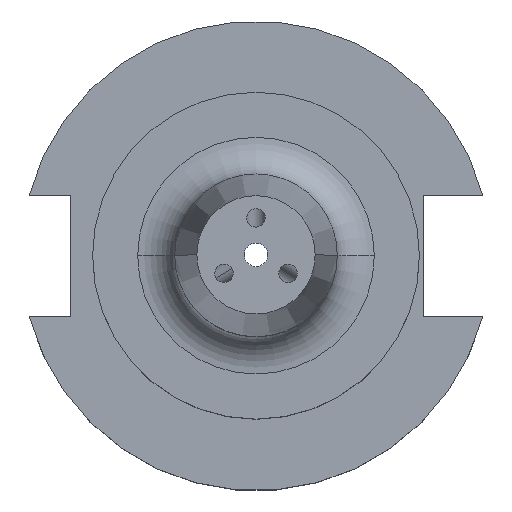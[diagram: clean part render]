
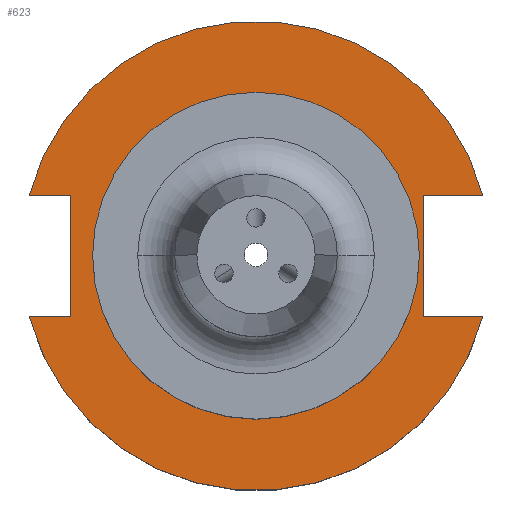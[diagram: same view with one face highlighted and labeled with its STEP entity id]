
A CAD part, top view. The second image highlights one B-rep face of the part: STEP entity #623.
In plain terms, the highlighted planar face has unit normal (0, 0, 1).
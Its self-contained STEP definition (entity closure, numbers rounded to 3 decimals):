
#10 = AXIS2_PLACEMENT_3D ( 'NONE', #1467, #1248, #2071 ) ;
#26 = CARTESIAN_POINT ( 'NONE',  ( 22.606, 8.191, 19.05 ) ) ;
#45 = EDGE_LOOP ( 'NONE', ( #2388, #538, #1084, #2271, #1046, #1939, #115, #1009 ) ) ;
#96 = DIRECTION ( 'NONE',  ( 0., 0., 1. ) ) ;
#98 = EDGE_CURVE ( 'NONE', #112, #2147, #342, .T. ) ;
#112 = VERTEX_POINT ( 'NONE', #1294 ) ;
#113 = LINE ( 'NONE', #1444, #1550 ) ;
#115 = ORIENTED_EDGE ( 'NONE', *, *, #1743, .T. ) ;
#233 = VERTEX_POINT ( 'NONE', #1114 ) ;
#264 = EDGE_CURVE ( 'NONE', #1941, #2400, #1091, .T. ) ;
#330 = CARTESIAN_POINT ( 'NONE',  ( 22.606, -8.191, 19.05 ) ) ;
#342 = CIRCLE ( 'NONE', #569, 22.1 ) ;
#364 = DIRECTION ( 'NONE',  ( 0., 1., 0. ) ) ;
#411 = FACE_BOUND ( 'NONE', #855, .T. ) ;
#419 = AXIS2_PLACEMENT_3D ( 'NONE', #1260, #96, #1942 ) ;
#486 = EDGE_CURVE ( 'NONE', #2147, #112, #1184, .T. ) ;
#538 = ORIENTED_EDGE ( 'NONE', *, *, #1758, .F. ) ;
#540 = VERTEX_POINT ( 'NONE', #1754 ) ;
#554 = VECTOR ( 'NONE', #1486, 1000. ) ;
#569 = AXIS2_PLACEMENT_3D ( 'NONE', #852, #714, #1204 ) ;
#575 = CARTESIAN_POINT ( 'NONE',  ( -25.091, -8.191, 19.05 ) ) ;
#611 = PLANE ( 'NONE',  #10 ) ;
#622 = VERTEX_POINT ( 'NONE', #330 ) ;
#623 = ADVANCED_FACE ( 'NONE', ( #411, #892 ), #611, .F. ) ;
#628 = VECTOR ( 'NONE', #2301, 1000. ) ;
#712 = CARTESIAN_POINT ( 'NONE',  ( 30.675, 8.191, 19.05 ) ) ;
#714 = DIRECTION ( 'NONE',  ( 0., 0., 1. ) ) ;
#729 = CARTESIAN_POINT ( 'NONE',  ( -22.1, 0., 19.05 ) ) ;
#772 = DIRECTION ( 'NONE',  ( 1., 0., 0. ) ) ;
#827 = DIRECTION ( 'NONE',  ( 1., 0., 0. ) ) ;
#850 = LINE ( 'NONE', #1608, #2287 ) ;
#851 = EDGE_CURVE ( 'NONE', #2143, #1120, #850, .T. ) ;
#852 = CARTESIAN_POINT ( 'NONE',  ( 0., 0., 19.05 ) ) ;
#855 = EDGE_LOOP ( 'NONE', ( #1981, #1986 ) ) ;
#889 = DIRECTION ( 'NONE',  ( -1., 0., 0. ) ) ;
#892 = FACE_OUTER_BOUND ( 'NONE', #45, .T. ) ;
#1009 = ORIENTED_EDGE ( 'NONE', *, *, #264, .T. ) ;
#1013 = VECTOR ( 'NONE', #1540, 1000. ) ;
#1046 = ORIENTED_EDGE ( 'NONE', *, *, #1601, .T. ) ;
#1061 = AXIS2_PLACEMENT_3D ( 'NONE', #1760, #1740, #1922 ) ;
#1084 = ORIENTED_EDGE ( 'NONE', *, *, #1598, .T. ) ;
#1091 = LINE ( 'NONE', #1536, #554 ) ;
#1104 = CIRCLE ( 'NONE', #1061, 31.75 ) ;
#1114 = CARTESIAN_POINT ( 'NONE',  ( 30.675, -8.191, 19.05 ) ) ;
#1120 = VERTEX_POINT ( 'NONE', #26 ) ;
#1127 = CARTESIAN_POINT ( 'NONE',  ( -25.091, 8.191, 19.05 ) ) ;
#1151 = CARTESIAN_POINT ( 'NONE',  ( 0., -8.191, 19.05 ) ) ;
#1166 = LINE ( 'NONE', #1930, #628 ) ;
#1184 = CIRCLE ( 'NONE', #2260, 22.1 ) ;
#1204 = DIRECTION ( 'NONE',  ( 1., 0., 0. ) ) ;
#1248 = DIRECTION ( 'NONE',  ( 0., 0., -1. ) ) ;
#1260 = CARTESIAN_POINT ( 'NONE',  ( 0., 0., 19.05 ) ) ;
#1294 = CARTESIAN_POINT ( 'NONE',  ( 22.1, 0., 19.05 ) ) ;
#1371 = CARTESIAN_POINT ( 'NONE',  ( 0., 0., 19.05 ) ) ;
#1376 = CIRCLE ( 'NONE', #419, 31.75 ) ;
#1444 = CARTESIAN_POINT ( 'NONE',  ( 22.606, 22.1, 19.05 ) ) ;
#1459 = DIRECTION ( 'NONE',  ( 0., 0., 1. ) ) ;
#1467 = CARTESIAN_POINT ( 'NONE',  ( 0., 22.1, 19.05 ) ) ;
#1486 = DIRECTION ( 'NONE',  ( 1., 0., 0. ) ) ;
#1519 = LINE ( 'NONE', #1151, #1013 ) ;
#1536 = CARTESIAN_POINT ( 'NONE',  ( -61.091, 8.191, 19.05 ) ) ;
#1540 = DIRECTION ( 'NONE',  ( 1., 0., 0. ) ) ;
#1550 = VECTOR ( 'NONE', #364, 1000. ) ;
#1576 = VECTOR ( 'NONE', #827, 1000. ) ;
#1582 = EDGE_CURVE ( 'NONE', #2400, #2367, #1166, .T. ) ;
#1598 = EDGE_CURVE ( 'NONE', #540, #233, #1104, .T. ) ;
#1601 = EDGE_CURVE ( 'NONE', #622, #1120, #113, .T. ) ;
#1608 = CARTESIAN_POINT ( 'NONE',  ( 0., 8.191, 19.05 ) ) ;
#1740 = DIRECTION ( 'NONE',  ( 0., 0., 1. ) ) ;
#1743 = EDGE_CURVE ( 'NONE', #2143, #1941, #1376, .T. ) ;
#1754 = CARTESIAN_POINT ( 'NONE',  ( -30.675, -8.191, 19.05 ) ) ;
#1758 = EDGE_CURVE ( 'NONE', #540, #2367, #2059, .T. ) ;
#1760 = CARTESIAN_POINT ( 'NONE',  ( 0., 0., 19.05 ) ) ;
#1795 = EDGE_CURVE ( 'NONE', #622, #233, #1519, .T. ) ;
#1922 = DIRECTION ( 'NONE',  ( 1., 0., 0. ) ) ;
#1930 = CARTESIAN_POINT ( 'NONE',  ( -25.091, 8.191, 19.05 ) ) ;
#1939 = ORIENTED_EDGE ( 'NONE', *, *, #851, .F. ) ;
#1941 = VERTEX_POINT ( 'NONE', #1983 ) ;
#1942 = DIRECTION ( 'NONE',  ( 1., 0., 0. ) ) ;
#1981 = ORIENTED_EDGE ( 'NONE', *, *, #98, .F. ) ;
#1983 = CARTESIAN_POINT ( 'NONE',  ( -30.675, 8.191, 19.05 ) ) ;
#1986 = ORIENTED_EDGE ( 'NONE', *, *, #486, .F. ) ;
#1996 = CARTESIAN_POINT ( 'NONE',  ( -61.091, -8.191, 19.05 ) ) ;
#2059 = LINE ( 'NONE', #1996, #1576 ) ;
#2071 = DIRECTION ( 'NONE',  ( -1., 0., 0. ) ) ;
#2143 = VERTEX_POINT ( 'NONE', #712 ) ;
#2147 = VERTEX_POINT ( 'NONE', #729 ) ;
#2260 = AXIS2_PLACEMENT_3D ( 'NONE', #1371, #1459, #772 ) ;
#2271 = ORIENTED_EDGE ( 'NONE', *, *, #1795, .F. ) ;
#2287 = VECTOR ( 'NONE', #889, 1000. ) ;
#2301 = DIRECTION ( 'NONE',  ( 0., -1., 0. ) ) ;
#2367 = VERTEX_POINT ( 'NONE', #575 ) ;
#2388 = ORIENTED_EDGE ( 'NONE', *, *, #1582, .T. ) ;
#2400 = VERTEX_POINT ( 'NONE', #1127 ) ;
